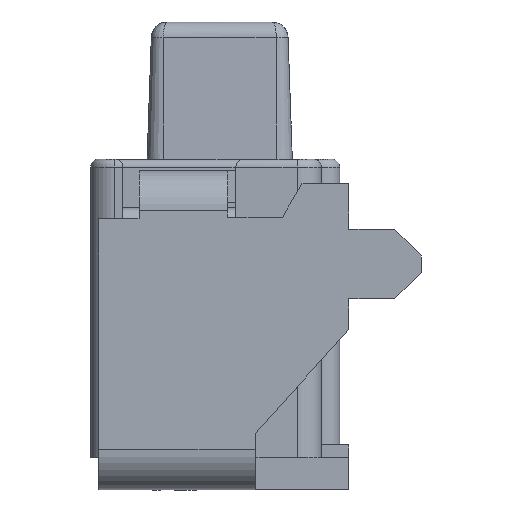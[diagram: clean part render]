
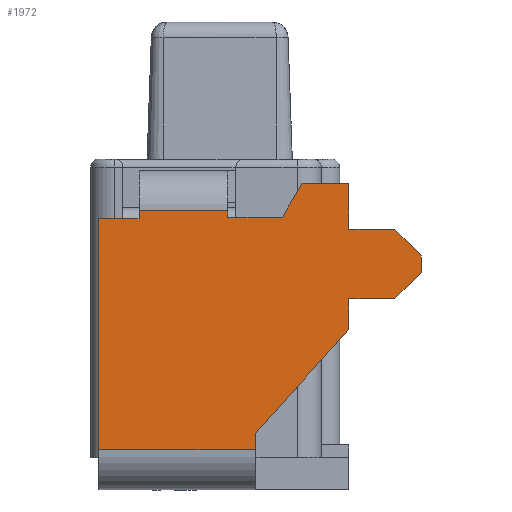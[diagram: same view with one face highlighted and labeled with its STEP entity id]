
A CAD part, left-side view. The second image highlights one B-rep face of the part: STEP entity #1972.
In plain terms, the highlighted planar face has unit normal (-1, 0, 0).
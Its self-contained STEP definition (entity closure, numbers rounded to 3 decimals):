
#38 = LINE ( 'NONE', #4408, #3254 ) ;
#39 = VECTOR ( 'NONE', #821, 1000. ) ;
#47 = LINE ( 'NONE', #4882, #5072 ) ;
#127 = EDGE_CURVE ( 'NONE', #6510, #4104, #644, .T. ) ;
#151 = CARTESIAN_POINT ( 'NONE',  ( -1.95, -0.575, -1. ) ) ;
#165 = CARTESIAN_POINT ( 'NONE',  ( -1.95, 0.975, -2.9 ) ) ;
#196 = CARTESIAN_POINT ( 'NONE',  ( -1.95, -1.025, -1.55 ) ) ;
#224 = DIRECTION ( 'NONE',  ( 0., -1., 0. ) ) ;
#297 = CARTESIAN_POINT ( 'NONE',  ( -1.95, 0.175, -1.17 ) ) ;
#309 = CARTESIAN_POINT ( 'NONE',  ( -1.95, -0.164, -1.21 ) ) ;
#372 = LINE ( 'NONE', #1575, #3496 ) ;
#435 = CARTESIAN_POINT ( 'NONE',  ( -1.95, 0.005, -2.65 ) ) ;
#623 = LINE ( 'NONE', #2955, #5813 ) ;
#644 = LINE ( 'NONE', #1769, #1214 ) ;
#697 = VECTOR ( 'NONE', #3256, 1000. ) ;
#720 = LINE ( 'NONE', #2669, #3348 ) ;
#821 = DIRECTION ( 'NONE',  ( 0., 0., 1. ) ) ;
#864 = CARTESIAN_POINT ( 'NONE',  ( -1.95, 0.725, -1.22 ) ) ;
#888 = VECTOR ( 'NONE', #5432, 1000. ) ;
#890 = ORIENTED_EDGE ( 'NONE', *, *, #6721, .F. ) ;
#892 = EDGE_CURVE ( 'NONE', #1902, #5466, #38, .T. ) ;
#1005 = VERTEX_POINT ( 'NONE', #435 ) ;
#1025 = VECTOR ( 'NONE', #6648, 1000. ) ;
#1095 = CARTESIAN_POINT ( 'NONE',  ( -1.95, 0., 0. ) ) ;
#1112 = LINE ( 'NONE', #165, #4409 ) ;
#1130 = CARTESIAN_POINT ( 'NONE',  ( -1.95, 0.975, -1.22 ) ) ;
#1214 = VECTOR ( 'NONE', #4901, 1000. ) ;
#1265 = VERTEX_POINT ( 'NONE', #5849 ) ;
#1299 = DIRECTION ( 'NONE',  ( 0., 0.707, -0.707 ) ) ;
#1575 = CARTESIAN_POINT ( 'NONE',  ( -1.95, -0.575, -1.906 ) ) ;
#1611 = CARTESIAN_POINT ( 'NONE',  ( -1.95, 0.175, -1.21 ) ) ;
#1616 = ORIENTED_EDGE ( 'NONE', *, *, #3250, .F. ) ;
#1617 = CARTESIAN_POINT ( 'NONE',  ( -1.95, -0.575, -1.715 ) ) ;
#1632 = CARTESIAN_POINT ( 'NONE',  ( -1.95, -0.575, -1. ) ) ;
#1711 = CARTESIAN_POINT ( 'NONE',  ( -1.95, 0.725, -1.17 ) ) ;
#1717 = ORIENTED_EDGE ( 'NONE', *, *, #4576, .F. ) ;
#1769 = CARTESIAN_POINT ( 'NONE',  ( -1.95, -0.86, -1.285 ) ) ;
#1775 = ORIENTED_EDGE ( 'NONE', *, *, #4473, .F. ) ;
#1902 = VERTEX_POINT ( 'NONE', #309 ) ;
#1920 = CARTESIAN_POINT ( 'NONE',  ( -1.95, -0.86, -1.715 ) ) ;
#1972 = ADVANCED_FACE ( 'NONE', ( #4251 ), #5796, .T. ) ;
#1991 = AXIS2_PLACEMENT_3D ( 'NONE', #1095, #3107, #3131 ) ;
#2070 = VERTEX_POINT ( 'NONE', #1611 ) ;
#2076 = DIRECTION ( 'NONE',  ( 0., 0., -1. ) ) ;
#2096 = EDGE_CURVE ( 'NONE', #4292, #3864, #3359, .T. ) ;
#2153 = DIRECTION ( 'NONE',  ( 0., 0., -1. ) ) ;
#2171 = DIRECTION ( 'NONE',  ( 0., 0., -1. ) ) ;
#2228 = DIRECTION ( 'NONE',  ( 0., 0.669, -0.743 ) ) ;
#2235 = EDGE_CURVE ( 'NONE', #3839, #1005, #47, .T. ) ;
#2391 = EDGE_CURVE ( 'NONE', #2070, #1902, #4416, .T. ) ;
#2402 = ORIENTED_EDGE ( 'NONE', *, *, #3093, .T. ) ;
#2442 = EDGE_CURVE ( 'NONE', #1265, #2940, #4170, .T. ) ;
#2463 = CARTESIAN_POINT ( 'NONE',  ( -1.95, 0.975, -1.22 ) ) ;
#2533 = EDGE_CURVE ( 'NONE', #1005, #5203, #4906, .T. ) ;
#2552 = ORIENTED_EDGE ( 'NONE', *, *, #2235, .F. ) ;
#2576 = LINE ( 'NONE', #3832, #3072 ) ;
#2603 = VECTOR ( 'NONE', #1299, 1000. ) ;
#2644 = ORIENTED_EDGE ( 'NONE', *, *, #4128, .F. ) ;
#2669 = CARTESIAN_POINT ( 'NONE',  ( -1.95, -0.575, -1.715 ) ) ;
#2740 = DIRECTION ( 'NONE',  ( 0., 1., 0. ) ) ;
#2754 = LINE ( 'NONE', #1632, #6544 ) ;
#2785 = CARTESIAN_POINT ( 'NONE',  ( -1.95, -0.285, -1. ) ) ;
#2787 = EDGE_CURVE ( 'NONE', #2956, #2070, #3423, .T. ) ;
#2807 = VERTEX_POINT ( 'NONE', #4385 ) ;
#2845 = CARTESIAN_POINT ( 'NONE',  ( -1.95, 0.175, -1.21 ) ) ;
#2906 = LINE ( 'NONE', #5652, #6789 ) ;
#2940 = VERTEX_POINT ( 'NONE', #1711 ) ;
#2955 = CARTESIAN_POINT ( 'NONE',  ( -1.95, -1.025, -1.45 ) ) ;
#2956 = VERTEX_POINT ( 'NONE', #297 ) ;
#2971 = LINE ( 'NONE', #6325, #697 ) ;
#3072 = VECTOR ( 'NONE', #5908, 1000. ) ;
#3093 = EDGE_CURVE ( 'NONE', #2956, #2940, #2576, .T. ) ;
#3107 = DIRECTION ( 'NONE',  ( -1., 0., 0. ) ) ;
#3114 = EDGE_CURVE ( 'NONE', #5203, #3633, #1112, .T. ) ;
#3131 = DIRECTION ( 'NONE',  ( 0., 0., -1. ) ) ;
#3193 = CARTESIAN_POINT ( 'NONE',  ( -1.95, -0.86, -1.285 ) ) ;
#3250 = EDGE_CURVE ( 'NONE', #4104, #4292, #623, .T. ) ;
#3254 = VECTOR ( 'NONE', #6420, 1000. ) ;
#3256 = DIRECTION ( 'NONE',  ( 0., -1., 0. ) ) ;
#3283 = VECTOR ( 'NONE', #224, 1000. ) ;
#3288 = EDGE_CURVE ( 'NONE', #6489, #4285, #2906, .T. ) ;
#3290 = ORIENTED_EDGE ( 'NONE', *, *, #3560, .F. ) ;
#3314 = ORIENTED_EDGE ( 'NONE', *, *, #892, .F. ) ;
#3348 = VECTOR ( 'NONE', #2740, 1000. ) ;
#3359 = LINE ( 'NONE', #3742, #2603 ) ;
#3394 = CARTESIAN_POINT ( 'NONE',  ( -1.95, -0.575, -1.285 ) ) ;
#3423 = LINE ( 'NONE', #5331, #5065 ) ;
#3496 = VECTOR ( 'NONE', #2228, 1000. ) ;
#3512 = VECTOR ( 'NONE', #5596, 1000. ) ;
#3560 = EDGE_CURVE ( 'NONE', #4285, #3839, #372, .T. ) ;
#3633 = VERTEX_POINT ( 'NONE', #1130 ) ;
#3742 = CARTESIAN_POINT ( 'NONE',  ( -1.95, -0.86, -1.715 ) ) ;
#3764 = DIRECTION ( 'NONE',  ( 0., 0., 1. ) ) ;
#3832 = CARTESIAN_POINT ( 'NONE',  ( -1.95, 0.175, -1.17 ) ) ;
#3839 = VERTEX_POINT ( 'NONE', #6634 ) ;
#3864 = VERTEX_POINT ( 'NONE', #1920 ) ;
#3901 = ORIENTED_EDGE ( 'NONE', *, *, #5259, .F. ) ;
#4104 = VERTEX_POINT ( 'NONE', #5235 ) ;
#4128 = EDGE_CURVE ( 'NONE', #4290, #2807, #2754, .T. ) ;
#4142 = LINE ( 'NONE', #2463, #1025 ) ;
#4170 = LINE ( 'NONE', #864, #39 ) ;
#4251 = FACE_OUTER_BOUND ( 'NONE', #5342, .T. ) ;
#4285 = VERTEX_POINT ( 'NONE', #4913 ) ;
#4290 = VERTEX_POINT ( 'NONE', #151 ) ;
#4292 = VERTEX_POINT ( 'NONE', #196 ) ;
#4383 = ORIENTED_EDGE ( 'NONE', *, *, #127, .F. ) ;
#4385 = CARTESIAN_POINT ( 'NONE',  ( -1.95, -0.575, -1.285 ) ) ;
#4408 = CARTESIAN_POINT ( 'NONE',  ( -1.95, -0.164, -1.21 ) ) ;
#4409 = VECTOR ( 'NONE', #3764, 1000. ) ;
#4416 = LINE ( 'NONE', #2845, #888 ) ;
#4439 = ORIENTED_EDGE ( 'NONE', *, *, #2442, .F. ) ;
#4473 = EDGE_CURVE ( 'NONE', #2807, #6510, #5660, .T. ) ;
#4576 = EDGE_CURVE ( 'NONE', #3633, #1265, #4142, .T. ) ;
#4756 = ORIENTED_EDGE ( 'NONE', *, *, #2391, .F. ) ;
#4862 = ORIENTED_EDGE ( 'NONE', *, *, #3114, .F. ) ;
#4882 = CARTESIAN_POINT ( 'NONE',  ( -1.95, 0.005, -2.55 ) ) ;
#4901 = DIRECTION ( 'NONE',  ( 0., -0.707, -0.707 ) ) ;
#4906 = LINE ( 'NONE', #6663, #3512 ) ;
#4913 = CARTESIAN_POINT ( 'NONE',  ( -1.95, -0.575, -1.906 ) ) ;
#5065 = VECTOR ( 'NONE', #2153, 1000. ) ;
#5072 = VECTOR ( 'NONE', #6511, 1000. ) ;
#5150 = ORIENTED_EDGE ( 'NONE', *, *, #2096, .F. ) ;
#5203 = VERTEX_POINT ( 'NONE', #6234 ) ;
#5235 = CARTESIAN_POINT ( 'NONE',  ( -1.95, -1.025, -1.45 ) ) ;
#5259 = EDGE_CURVE ( 'NONE', #3864, #6489, #720, .T. ) ;
#5331 = CARTESIAN_POINT ( 'NONE',  ( -1.95, 0.175, -0.92 ) ) ;
#5342 = EDGE_LOOP ( 'NONE', ( #6152, #2402, #4439, #1717, #4862, #5450, #2552, #3290, #6088, #3901, #5150, #1616, #4383, #1775, #2644, #890, #3314, #4756 ) ) ;
#5432 = DIRECTION ( 'NONE',  ( 0., -1., 0. ) ) ;
#5450 = ORIENTED_EDGE ( 'NONE', *, *, #2533, .F. ) ;
#5466 = VERTEX_POINT ( 'NONE', #2785 ) ;
#5596 = DIRECTION ( 'NONE',  ( 0., 1., 0. ) ) ;
#5652 = CARTESIAN_POINT ( 'NONE',  ( -1.95, -0.575, -1.715 ) ) ;
#5660 = LINE ( 'NONE', #3394, #3283 ) ;
#5796 = PLANE ( 'NONE',  #1991 ) ;
#5813 = VECTOR ( 'NONE', #6621, 1000. ) ;
#5849 = CARTESIAN_POINT ( 'NONE',  ( -1.95, 0.725, -1.22 ) ) ;
#5908 = DIRECTION ( 'NONE',  ( 0., 1., 0. ) ) ;
#6088 = ORIENTED_EDGE ( 'NONE', *, *, #3288, .F. ) ;
#6152 = ORIENTED_EDGE ( 'NONE', *, *, #2787, .F. ) ;
#6234 = CARTESIAN_POINT ( 'NONE',  ( -1.95, 0.975, -2.65 ) ) ;
#6325 = CARTESIAN_POINT ( 'NONE',  ( -1.95, -0.285, -1. ) ) ;
#6420 = DIRECTION ( 'NONE',  ( 0., -0.5, 0.866 ) ) ;
#6489 = VERTEX_POINT ( 'NONE', #1617 ) ;
#6510 = VERTEX_POINT ( 'NONE', #3193 ) ;
#6511 = DIRECTION ( 'NONE',  ( 0., 0., -1. ) ) ;
#6544 = VECTOR ( 'NONE', #2171, 1000. ) ;
#6621 = DIRECTION ( 'NONE',  ( 0., 0., -1. ) ) ;
#6634 = CARTESIAN_POINT ( 'NONE',  ( -1.95, 0.005, -2.55 ) ) ;
#6648 = DIRECTION ( 'NONE',  ( 0., -1., 0. ) ) ;
#6663 = CARTESIAN_POINT ( 'NONE',  ( -1.95, 0.005, -2.65 ) ) ;
#6721 = EDGE_CURVE ( 'NONE', #5466, #4290, #2971, .T. ) ;
#6789 = VECTOR ( 'NONE', #2076, 1000. ) ;
